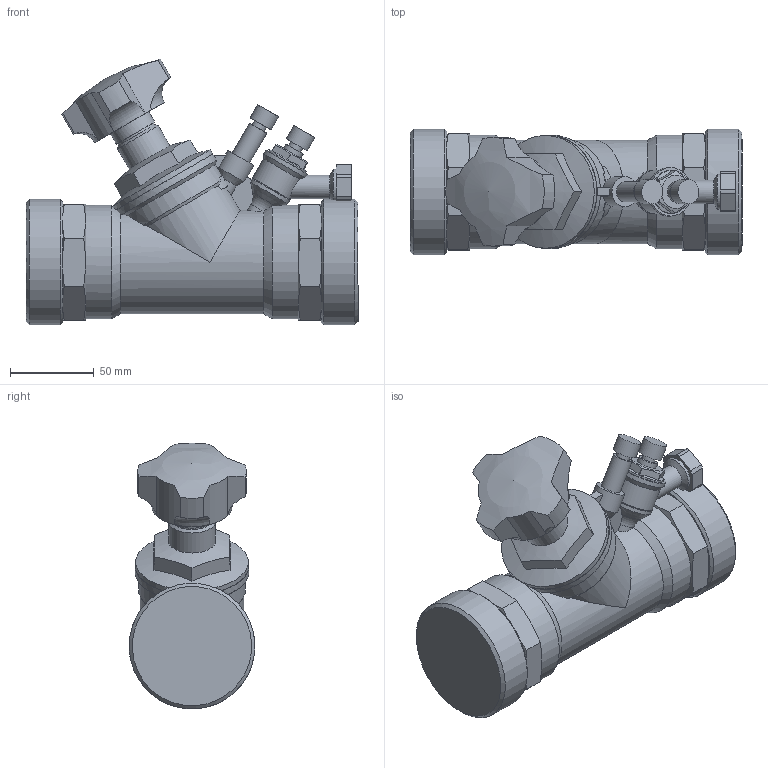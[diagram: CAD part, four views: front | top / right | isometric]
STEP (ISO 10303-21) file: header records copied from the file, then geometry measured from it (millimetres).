
FILE_DESCRIPTION(/* description */ ('Unknown'),/* implementation_level */ '2;1');
FILE_NAME(/* name */ 'STADA DN50',/* time_stamp */ '2018-03-14T11:28:25+01:00',/* author */ ('Unknown'),/* organization */ ('Unknown'),/* preprocessor_version */ 'ST-DEVELOPER v16.7',/* originating_system */ 'DEX',/* authorisation */ $);
FILE_SCHEMA (('AUTOMOTIVE_DESIGN {1 0 10303 214 3 1 1}'));
Length unit declared in the file: millimetre
Products named in the file (1): STADA DN50
Bounding box: 198.5 x 75.18 x 159.02 mm (x, y, z)
Volume: 940663.1 mm3; surface area: 79767 mm2
Topology: 1 solids, 1 shells, 170 faces, 460 edges, 303 vertices
Faces by surface type: plane 72, cylinder 52, cone 39, torus 6, sphere 1
Full cylindrical faces by diameter (mm): 8.2 x2, 11.935 x2, 14 x1, 14.5 x2, 18 x1, 20.895 x1, 24.9 x1, 25.8 x1, 26 x2, 26.5 x1, 28 x1, 29 x1, 67.5 x1, 68 x2, 75.184 x2
Entity records: 8770 total; most frequent: CARTESIAN_POINT 4863, ORIENTED_EDGE 804, DIRECTION 764, EDGE_CURVE 402, AXIS2_PLACEMENT_3D 322, VERTEX_POINT 281, EDGE_LOOP 219, FACE_BOUND 219
